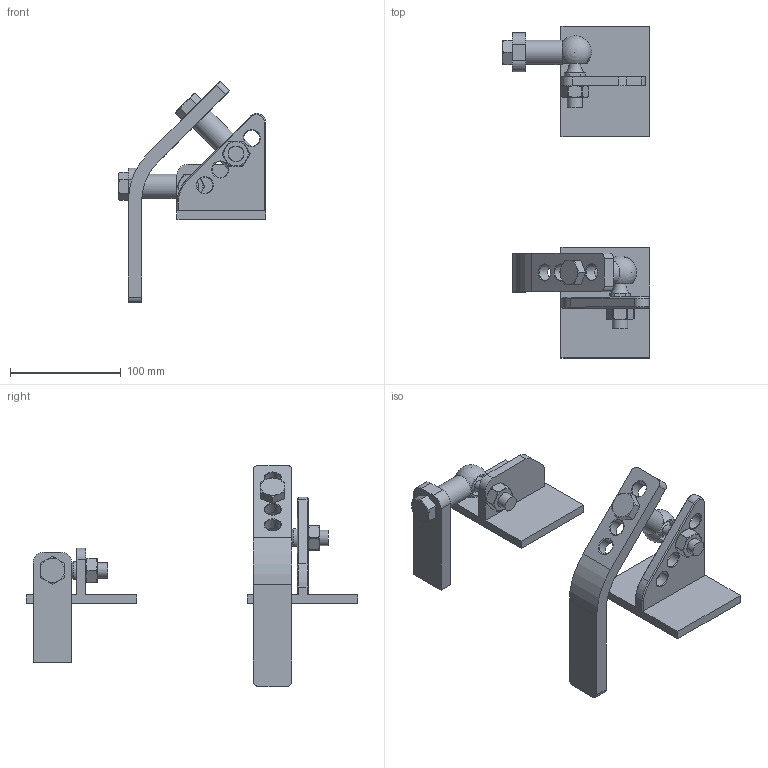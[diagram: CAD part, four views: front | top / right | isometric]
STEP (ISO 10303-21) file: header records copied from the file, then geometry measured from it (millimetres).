
FILE_DESCRIPTION (( 'STEP AP203' ), '1' );
FILE_NAME ('3836.STEP', '2022-05-23T12:04:58', ( '' ), ( '' ), 'SwSTEP 2.0', 'SolidWorks 2018', '' );
FILE_SCHEMA (( 'CONFIG_CONTROL_DESIGN' ));
Length unit declared in the file: millimetre
Products named in the file (9): 3836 Teil6_3836 Teil6; 3836 Teil8_3836 Teil8; 3836 Teil1_3836 Teil1; 3836 Teil3_3836 Teil3; 3836 Teil4_3836 Teil4; 3836 Teil5_3836 Teil5; 3836 Teil7_3836 Teil7; 3836; 3836 Teil2_3836 Teil2
Assembly tree (12 placements, depth 2):
  3836
    3836 Teil1_3836 Teil1
    3836 Teil3_3836 Teil3  x2
    3836 Teil2_3836 Teil2
    3836 Teil4_3836 Teil4  x2
    3836 Teil5_3836 Teil5  x2
    3836 Teil6_3836 Teil6  x2
    3836 Teil7_3836 Teil7
    3836 Teil8_3836 Teil8
Bounding box: 132.87 x 300 x 200 mm (x, y, z)
Volume: 388104.4 mm3; surface area: 121723.9 mm2
Topology: 12 solids, 12 shells, 549 faces, 1378 edges, 833 vertices
Faces by surface type: bspline 228, plane 180, cone 72, cylinder 59, sphere 6, torus 4
Full cylindrical faces by diameter (mm): 12 x2, 13 x2, 14 x6, 14.1 x2, 14.5 x10, 19.5 x2, 22 x2, 22.36 x2
Entity records: 20887 total; most frequent: CARTESIAN_POINT 11367, ORIENTED_EDGE 1914, DIRECTION 1345, EDGE_CURVE 957, VERTEX_POINT 634, EDGE_LOOP 503, AXIS2_PLACEMENT_3D 454, VECTOR 437
